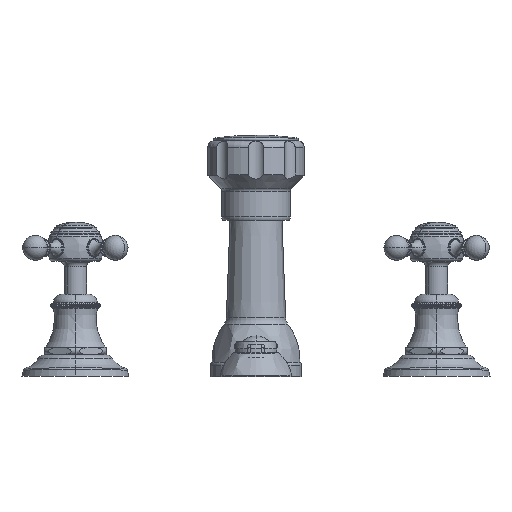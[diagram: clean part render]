
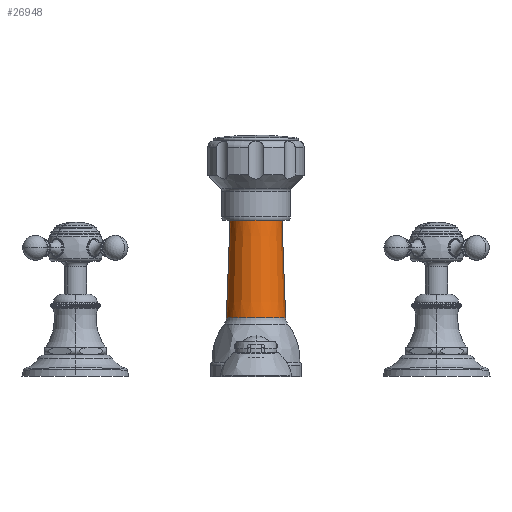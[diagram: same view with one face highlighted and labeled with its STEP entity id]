
A CAD part, top view. The second image highlights one B-rep face of the part: STEP entity #26948.
In plain terms, the highlighted conical face has half-angle 2.15 degrees and reference radius 15.652 mm.
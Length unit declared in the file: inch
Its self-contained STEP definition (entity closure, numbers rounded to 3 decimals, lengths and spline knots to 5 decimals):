
#26193=CARTESIAN_POINT('',(0.,3.468,-9.));
#26194=DIRECTION('',(0.,-1.,0.));
#26195=DIRECTION('',(1.,0.,0.));
#26196=AXIS2_PLACEMENT_3D('',#26193,#26194,#26195);
#26203=DIRECTION('',(0.038,0.999,0.));
#26204=VECTOR('',#26203,2.16618);
#26205=CARTESIAN_POINT('',(-0.65687,1.30334,
-9.));
#26206=LINE('',#26205,#26204);
#26207=DIRECTION('',(-0.038,0.999,0.));
#26208=VECTOR('',#26207,2.16618);
#26209=CARTESIAN_POINT('',(0.65687,1.30334,
-9.));
#26210=LINE('',#26209,#26208);
#26226=CARTESIAN_POINT('',(0.,1.30334,-9.));
#26227=DIRECTION('',(0.,-1.,0.));
#26228=DIRECTION('',(1.,0.,0.));
#26229=AXIS2_PLACEMENT_3D('',#26226,#26227,#26228);
#26321=CARTESIAN_POINT('',(-0.65687,1.30334,-9.));
#26322=CARTESIAN_POINT('',(0.65687,1.30334,-9.));
#26323=VERTEX_POINT('',#26321);
#26324=VERTEX_POINT('',#26322);
#26415=CARTESIAN_POINT('',(0.57559,3.468,-9.));
#26416=CARTESIAN_POINT('',(-0.57559,3.468,-9.));
#26417=VERTEX_POINT('',#26415);
#26418=VERTEX_POINT('',#26416);
#26934=CARTESIAN_POINT('',(0.,2.38567,-9.));
#26935=DIRECTION('',(0.,-1.,0.));
#26936=DIRECTION('',(-1.,0.,0.));
#26937=AXIS2_PLACEMENT_3D('',#26934,#26935,#26936);
#26938=CONICAL_SURFACE('',#26937,0.61623,2.15);
#26939=ORIENTED_EDGE('',*,*,#26927,.F.);
#26941=ORIENTED_EDGE('',*,*,#26940,.F.);
#26943=ORIENTED_EDGE('',*,*,#26942,.T.);
#26945=ORIENTED_EDGE('',*,*,#26944,.T.);
#26946=EDGE_LOOP('',(#26939,#26941,#26943,#26945));
#26947=FACE_OUTER_BOUND('',#26946,.F.);
#26948=ADVANCED_FACE('',(#26947),#26938,.T.);
#26197=CIRCLE('',#26196,0.57559);
#26230=CIRCLE('',#26229,0.65687);
#26927=EDGE_CURVE('',#26417,#26418,#26197,.T.);
#26940=EDGE_CURVE('',#26324,#26417,#26210,.T.);
#26942=EDGE_CURVE('',#26324,#26323,#26230,.T.);
#26944=EDGE_CURVE('',#26323,#26418,#26206,.T.);
